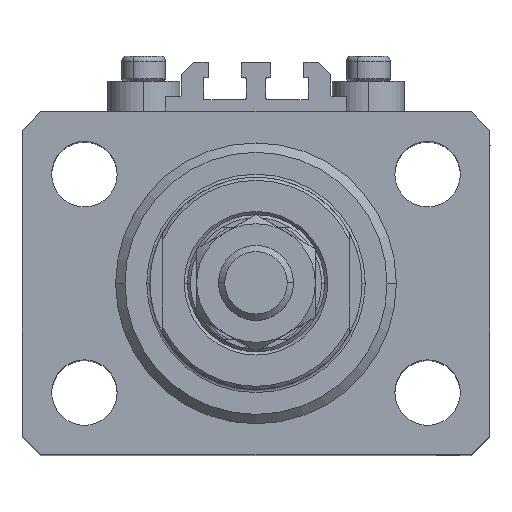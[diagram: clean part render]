
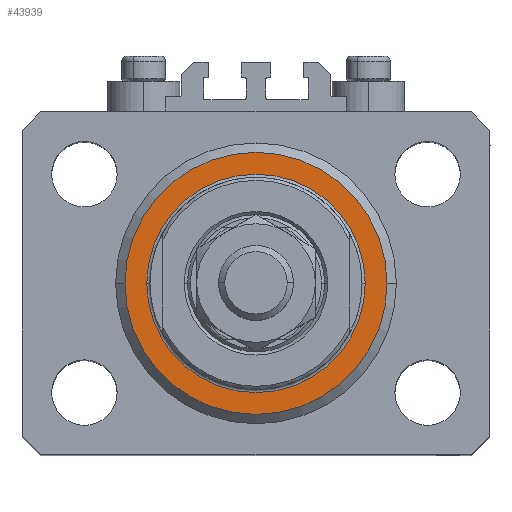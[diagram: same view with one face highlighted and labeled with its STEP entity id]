
A CAD part, top view. The second image highlights one B-rep face of the part: STEP entity #43939.
In plain terms, the highlighted face is planar.
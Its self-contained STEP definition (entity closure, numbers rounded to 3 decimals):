
#86 = CARTESIAN_POINT ( 'NONE',  ( 21., 0., 0. ) ) ;
#450 = CARTESIAN_POINT ( 'NONE',  ( 0., 0., 0. ) ) ;
#581 = EDGE_LOOP ( 'NONE', ( #16773, #42354 ) ) ;
#914 = CARTESIAN_POINT ( 'NONE',  ( -17.5, 0., 0. ) ) ;
#1928 = DIRECTION ( 'NONE',  ( 1., 0., 0. ) ) ;
#2822 = DIRECTION ( 'NONE',  ( 0., 0., 1. ) ) ;
#3071 = PLANE ( 'NONE',  #23799 ) ;
#4159 = VERTEX_POINT ( 'NONE', #33592 ) ;
#4169 = DIRECTION ( 'NONE',  ( 1., 0., 0. ) ) ;
#5075 = ORIENTED_EDGE ( 'NONE', *, *, #10111, .T. ) ;
#9877 = CARTESIAN_POINT ( 'NONE',  ( 0., 0., 0. ) ) ;
#10111 = EDGE_CURVE ( 'NONE', #23879, #11350, #25805, .T. ) ;
#11012 = CARTESIAN_POINT ( 'NONE',  ( 0., 0., 0. ) ) ;
#11350 = VERTEX_POINT ( 'NONE', #21691 ) ;
#12715 = CARTESIAN_POINT ( 'NONE',  ( 0., 0., 0. ) ) ;
#16773 = ORIENTED_EDGE ( 'NONE', *, *, #33384, .T. ) ;
#16993 = CIRCLE ( 'NONE', #20958, 17.5 ) ;
#17964 = DIRECTION ( 'NONE',  ( 1., 0., 0. ) ) ;
#19291 = EDGE_LOOP ( 'NONE', ( #5075, #30730 ) ) ;
#19773 = CARTESIAN_POINT ( 'NONE',  ( 0., 0., 0. ) ) ;
#20958 = AXIS2_PLACEMENT_3D ( 'NONE', #19773, #45575, #30961 ) ;
#21212 = CIRCLE ( 'NONE', #25155, 17.5 ) ;
#21691 = CARTESIAN_POINT ( 'NONE',  ( -21., 0., 0. ) ) ;
#23799 = AXIS2_PLACEMENT_3D ( 'NONE', #11012, #2822, #17964 ) ;
#23879 = VERTEX_POINT ( 'NONE', #86 ) ;
#25155 = AXIS2_PLACEMENT_3D ( 'NONE', #12715, #27862, #30858 ) ;
#25805 = CIRCLE ( 'NONE', #36886, 21. ) ;
#27469 = VERTEX_POINT ( 'NONE', #914 ) ;
#27558 = EDGE_CURVE ( 'NONE', #27469, #4159, #16993, .T. ) ;
#27862 = DIRECTION ( 'NONE',  ( 0., 0., 1. ) ) ;
#29916 = CIRCLE ( 'NONE', #35457, 21. ) ;
#30730 = ORIENTED_EDGE ( 'NONE', *, *, #37578, .T. ) ;
#30858 = DIRECTION ( 'NONE',  ( 1., 0., 0. ) ) ;
#30961 = DIRECTION ( 'NONE',  ( 1., 0., 0. ) ) ;
#32626 = FACE_BOUND ( 'NONE', #581, .T. ) ;
#33384 = EDGE_CURVE ( 'NONE', #4159, #27469, #21212, .T. ) ;
#33592 = CARTESIAN_POINT ( 'NONE',  ( 17.5, 0., 0. ) ) ;
#35457 = AXIS2_PLACEMENT_3D ( 'NONE', #9877, #36182, #1928 ) ;
#36182 = DIRECTION ( 'NONE',  ( 0., 0., -1. ) ) ;
#36886 = AXIS2_PLACEMENT_3D ( 'NONE', #450, #41393, #4169 ) ;
#37578 = EDGE_CURVE ( 'NONE', #11350, #23879, #29916, .T. ) ;
#41393 = DIRECTION ( 'NONE',  ( 0., 0., -1. ) ) ;
#42354 = ORIENTED_EDGE ( 'NONE', *, *, #27558, .T. ) ;
#43939 = ADVANCED_FACE ( 'NONE', ( #32626, #48703 ), #3071, .F. ) ;
#45575 = DIRECTION ( 'NONE',  ( 0., 0., 1. ) ) ;
#48703 = FACE_OUTER_BOUND ( 'NONE', #19291, .T. ) ;
